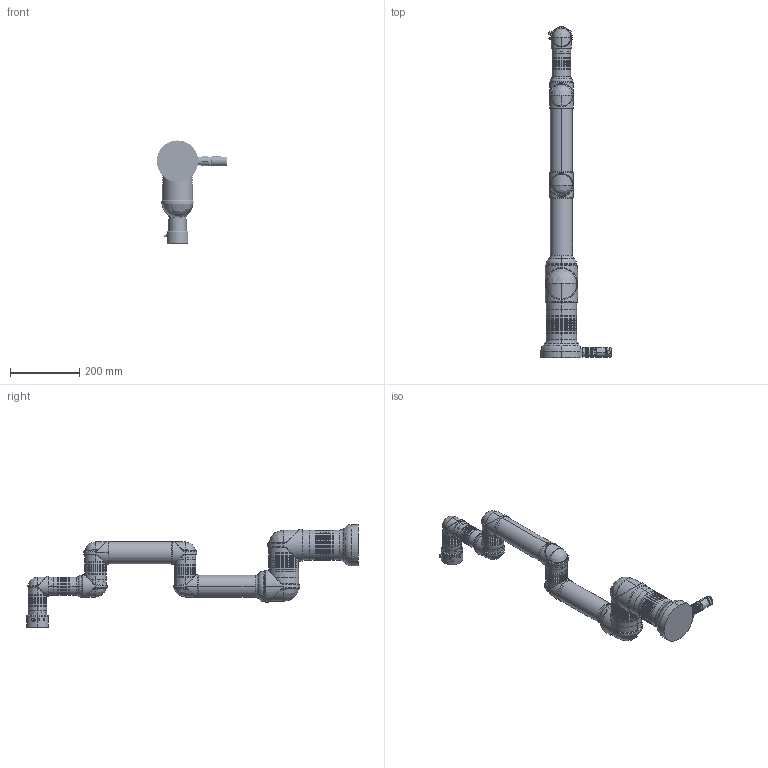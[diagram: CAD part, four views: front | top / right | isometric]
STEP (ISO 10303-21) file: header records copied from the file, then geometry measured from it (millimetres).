
FILE_DESCRIPTION (( 'STEP AP214' ), '1' );
FILE_NAME ('BLSD.010000.000_single_arm_1.0_def STEP.STEP', '2018-06-07T10:00:37', ( '' ), ( '' ), 'SwSTEP 2.0', 'SolidWorks 2017', '' );
FILE_SCHEMA (( 'AUTOMOTIVE_DESIGN' ));
Length unit declared in the file: millimetre
Products named in the file (8): Group3^BLSD.010000.000_single_arm_1.0_def_.; Group4^BLSD.010000.000_single_arm_1.0_def_.; BLSD.010000.000_single_arm_1.0_def STEP; Group5^BLSD.010000.000_single_arm_1.0_def_.; Group9^BLSD.010000.000_single_arm_1.0_def_.; Group7^BLSD.010000.000_single_arm_1.0_def_.; Group6^BLSD.010000.000_single_arm_1.0_def_.; Group2^BLSD.010000.000_single_arm_1.0_def_.
Assembly tree (7 placements, depth 2):
  BLSD.010000.000_single_arm_1.0_def STEP
    Group2^BLSD.010000.000_single_arm_1.0_def_.
    Group3^BLSD.010000.000_single_arm_1.0_def_.
    Group4^BLSD.010000.000_single_arm_1.0_def_.
    Group5^BLSD.010000.000_single_arm_1.0_def_.
    Group6^BLSD.010000.000_single_arm_1.0_def_.
    Group7^BLSD.010000.000_single_arm_1.0_def_.
    Group9^BLSD.010000.000_single_arm_1.0_def_.
Bounding box: 204.15 x 962.14 x 298.6 mm (x, y, z)
Volume: 5150093 mm3; surface area: 967333.8 mm2
Topology: 96 solids, 96 shells, 3641 faces, 8779 edges, 5656 vertices
Faces by surface type: cylinder 1488, plane 1311, cone 459, bspline 326, torus 55, sphere 2
Entity records: 168656 total; most frequent: CARTESIAN_POINT 43369, DIRECTION 17617, ORIENTED_EDGE 17546, EDGE_CURVE 8773, AXIS2_PLACEMENT_3D 6887, VERTEX_POINT 5656, EDGE_LOOP 3991, LINE 3843
